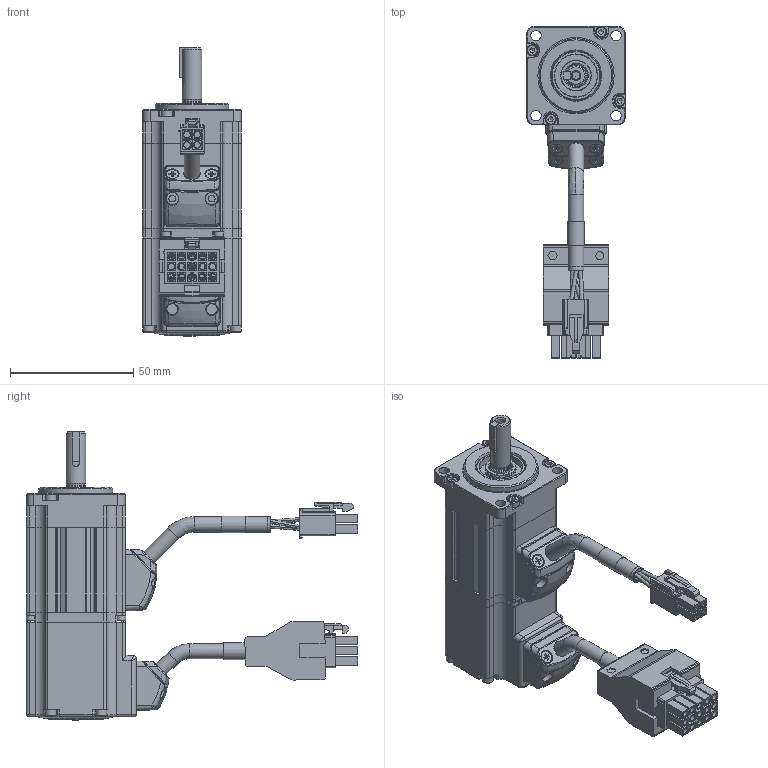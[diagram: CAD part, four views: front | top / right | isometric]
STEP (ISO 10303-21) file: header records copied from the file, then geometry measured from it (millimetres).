
FILE_DESCRIPTION(/* description */ (''),/* implementation_level */ '2;1');
FILE_NAME(/* name */ '4611170000278 SBL40A1-01.stp',/* time_stamp */ '2023-03-24T15:37:32-07:00',/* author */ ('DiegoMartinez'),/* organization */ (''),/* preprocessor_version */ 'ST-DEVELOPER v19.2',/* originating_system */ 'Autodesk Inventor 2023',/* authorisation */ '');
FILE_SCHEMA (('AUTOMOTIVE_DESIGN { 1 0 10303 214 3 1 1 }'));
Products named in the file (51): 4611170000278 SBL40A1-01; SM0401AE2-KCD-NNV_QUILT_1; SM0401AE2-KCD-NNV_QUILT_2; SM0401AE2-KCD-NNV_QUILT_3; SM0401AE2-KCD-NNV_QUILT_4; SM0401AE2-KCD-NNV_QUILT_5; SM0401AE2-KCD-NNV_QUILT_6; SM0401AE2-KCD-NNV_QUILT_7; SM0401AE2-KCD-NNV_QUILT_8; SM0401AE2-KCD-NNV_QUILT_9; SM0401AE2-KCD-NNV_QUILT_10; SM0401AE2-KCD-NNV_QUILT_11; SM0401AE2-KCD-NNV_QUILT_12; SM0401AE2-KCD-NNV_QUILT_13; SM0401AE2-KCD-NNV_QUILT_14; SM0401AE2-KCD-NNV_QUILT_15; SM0401AE2-KCD-NNV_QUILT_16; SM0401AE2-KCD-NNV_QUILT_17; SM0401AE2-KCD-NNV_QUILT_18; SM0401AE2-KCD-NNV_QUILT_19; SM0401AE2-KCD-NNV_QUILT_20; SM0401AE2-KCD-NNV_QUILT_21; SM0401AE2-KCD-NNV_QUILT_22; SM0401AE2-KCD-NNV_QUILT_23; SM0401AE2-KCD-NNV_QUILT_24; SM0401AE2-KCD-NNV_QUILT_25; SM0401AE2-KCD-NNV_QUILT_26; SM0401AE2-KCD-NNV_QUILT_27; SM0401AE2-KCD-NNV_QUILT_28; SM0401AE2-KCD-NNV_QUILT_29; SM0401AE2-KCD-NNV_QUILT_30; SM0401AE2-KCD-NNV_QUILT_31; SM0401AE2-KCD-NNV_QUILT_32; SM0401AE2-KCD-NNV_QUILT_33; SM0401AE2-KCD-NNV_QUILT_34; SM0401AE2-KCD-NNV_QUILT_35; SM0401AE2-KCD-NNV_QUILT_36; SM0401AE2-KCD-NNV_QUILT_37; SM0401AE2-KCD-NNV_QUILT_38; SM0401AE2-KCD-NNV_QUILT_39 ...
Assembly tree (50 placements, depth 2):
  4611170000278 SBL40A1-01
    SM0401AE2-KCD-NNV_QUILT_1
    SM0401AE2-KCD-NNV_QUILT_2
    SM0401AE2-KCD-NNV_QUILT_3
    SM0401AE2-KCD-NNV_QUILT_4
    SM0401AE2-KCD-NNV_QUILT_5
    SM0401AE2-KCD-NNV_QUILT_6
    SM0401AE2-KCD-NNV_QUILT_7
    SM0401AE2-KCD-NNV_QUILT_8
    SM0401AE2-KCD-NNV_QUILT_9
    SM0401AE2-KCD-NNV_QUILT_10
    SM0401AE2-KCD-NNV_QUILT_11
    SM0401AE2-KCD-NNV_QUILT_12
    SM0401AE2-KCD-NNV_QUILT_13
    SM0401AE2-KCD-NNV_QUILT_14
    SM0401AE2-KCD-NNV_QUILT_15
    SM0401AE2-KCD-NNV_QUILT_16
    SM0401AE2-KCD-NNV_QUILT_17
    SM0401AE2-KCD-NNV_QUILT_18
    SM0401AE2-KCD-NNV_QUILT_19
    SM0401AE2-KCD-NNV_QUILT_20
    SM0401AE2-KCD-NNV_QUILT_21
    SM0401AE2-KCD-NNV_QUILT_22
    SM0401AE2-KCD-NNV_QUILT_23
    SM0401AE2-KCD-NNV_QUILT_24
    SM0401AE2-KCD-NNV_QUILT_25
    SM0401AE2-KCD-NNV_QUILT_26
    SM0401AE2-KCD-NNV_QUILT_27
    SM0401AE2-KCD-NNV_QUILT_28
    SM0401AE2-KCD-NNV_QUILT_29
    SM0401AE2-KCD-NNV_QUILT_30
    SM0401AE2-KCD-NNV_QUILT_31
    SM0401AE2-KCD-NNV_QUILT_32
    SM0401AE2-KCD-NNV_QUILT_33
    SM0401AE2-KCD-NNV_QUILT_34
    SM0401AE2-KCD-NNV_QUILT_35
    SM0401AE2-KCD-NNV_QUILT_36
    SM0401AE2-KCD-NNV_QUILT_37
    SM0401AE2-KCD-NNV_QUILT_38
    SM0401AE2-KCD-NNV_QUILT_39
    SM0401AE2-KCD-NNV_QUILT_40
    SM0401AE2-KCD-NNV_QUILT_41
    SM0401AE2-KCD-NNV_QUILT_42
    SM0401AE2-KCD-NNV_QUILT_43
    SM0401AE2-KCD-NNV_QUILT_44
    SM0401AE2-KCD-NNV_QUILT_45
    SM0401AE2-KCD-NNV_QUILT_46
    SM0401AE2-KCD-NNV_QUILT_47
    SM0401AE2-KCD-NNV_QUILT_48
    SM0401AE2-KCD-NNV_QUILT_49
    SM0401AE2-KCD-NNV_QUILT_50
Bounding box: 40.01 x 134.73 x 117 mm (x, y, z)
Surface area: 38880.1 mm2 (no closed solid volume)
Topology: 0 solids, 50 shells, 978 faces, 3031 edges, 2052 vertices
Faces by surface type: plane 542, cylinder 258, bspline 75, cone 54, torus 31, sphere 18
Full cylindrical faces by diameter (mm): 2.6 x19, 3.2 x1, 3.316 x1, 3.8 x4, 4.2 x4, 4.5 x10, 5 x2, 5.5 x1, 6 x2, 6.318 x2, 6.45 x2, 6.8 x2, 7.6 x1, 8 x1, 9 x1, 12.2 x1, 20 x1, 30 x1
Entity records: 61256 total; most frequent: CARTESIAN_POINT 31611, DIRECTION 5433, ORIENTED_EDGE 5199, EDGE_CURVE 3010, VERTEX_POINT 2052, LINE 1973, VECTOR 1973, AXIS2_PLACEMENT_3D 1730
